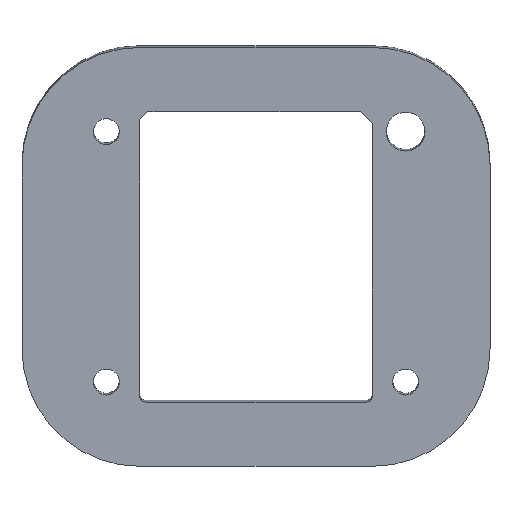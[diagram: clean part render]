
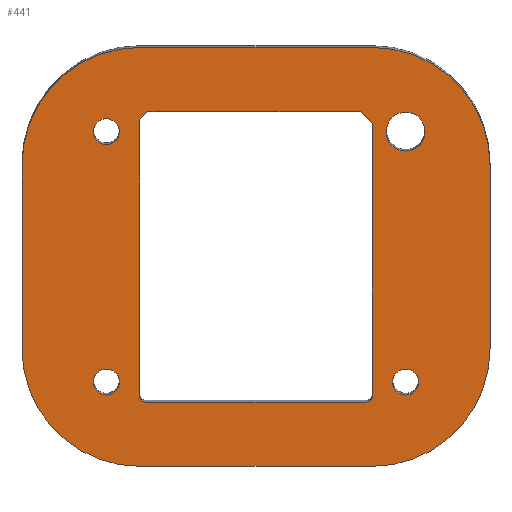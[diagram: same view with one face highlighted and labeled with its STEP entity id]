
A CAD part, top view. The second image highlights one B-rep face of the part: STEP entity #441.
In plain terms, the highlighted planar face has unit normal (0, -0.052, 0.999).
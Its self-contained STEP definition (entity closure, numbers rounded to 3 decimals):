
#20=FACE_BOUND('',#73,.T.);
#21=FACE_BOUND('',#74,.T.);
#22=FACE_BOUND('',#75,.T.);
#23=FACE_BOUND('',#76,.T.);
#24=FACE_BOUND('',#77,.T.);
#29=PLANE('',#491);
#45=FACE_OUTER_BOUND('',#72,.T.);
#72=EDGE_LOOP('',(#348,#349,#350,#351,#352,#353,#354,#355));
#73=EDGE_LOOP('',(#356));
#74=EDGE_LOOP('',(#357));
#75=EDGE_LOOP('',(#358));
#76=EDGE_LOOP('',(#359,#360,#361,#362,#363,#364,#365,#366,#367));
#77=EDGE_LOOP('',(#368));
#97=LINE('',#666,#139);
#110=LINE('',#708,#152);
#111=LINE('',#711,#153);
#113=LINE('',#717,#155);
#114=LINE('',#723,#156);
#115=LINE('',#725,#157);
#116=LINE('',#727,#158);
#117=LINE('',#731,#159);
#118=LINE('',#735,#160);
#119=LINE('',#737,#161);
#120=LINE('',#738,#162);
#139=VECTOR('',#539,10.);
#152=VECTOR('',#574,10.);
#153=VECTOR('',#577,10.);
#155=VECTOR('',#583,10.);
#156=VECTOR('',#588,10.);
#157=VECTOR('',#589,10.);
#158=VECTOR('',#590,10.);
#159=VECTOR('',#593,10.);
#160=VECTOR('',#596,10.);
#161=VECTOR('',#597,10.);
#162=VECTOR('',#598,10.);
#175=CIRCLE('',#470,1.1);
#177=CIRCLE('',#473,1.1);
#179=CIRCLE('',#476,10.);
#188=CIRCLE('',#488,10.);
#189=CIRCLE('',#492,10.);
#190=CIRCLE('',#493,10.);
#191=CIRCLE('',#494,1.65);
#192=CIRCLE('',#495,0.5);
#193=CIRCLE('',#496,0.5);
#194=CIRCLE('',#497,1.1);
#195=VERTEX_POINT('',#641);
#197=VERTEX_POINT('',#647);
#199=VERTEX_POINT('',#653);
#200=VERTEX_POINT('',#654);
#204=VERTEX_POINT('',#664);
#221=VERTEX_POINT('',#702);
#222=VERTEX_POINT('',#706);
#223=VERTEX_POINT('',#710);
#224=VERTEX_POINT('',#714);
#225=VERTEX_POINT('',#716);
#226=VERTEX_POINT('',#719);
#227=VERTEX_POINT('',#721);
#228=VERTEX_POINT('',#722);
#229=VERTEX_POINT('',#724);
#230=VERTEX_POINT('',#726);
#231=VERTEX_POINT('',#728);
#232=VERTEX_POINT('',#730);
#233=VERTEX_POINT('',#732);
#234=VERTEX_POINT('',#734);
#235=VERTEX_POINT('',#736);
#236=VERTEX_POINT('',#739);
#237=EDGE_CURVE('',#195,#195,#175,.T.);
#240=EDGE_CURVE('',#197,#197,#177,.T.);
#243=EDGE_CURVE('',#199,#200,#179,.T.);
#249=EDGE_CURVE('',#199,#204,#97,.T.);
#268=EDGE_CURVE('',#221,#204,#188,.T.);
#270=EDGE_CURVE('',#222,#221,#110,.F.);
#271=EDGE_CURVE('',#200,#223,#111,.F.);
#273=EDGE_CURVE('',#224,#222,#189,.T.);
#274=EDGE_CURVE('',#225,#224,#113,.F.);
#275=EDGE_CURVE('',#223,#225,#190,.T.);
#276=EDGE_CURVE('',#226,#226,#191,.T.);
#277=EDGE_CURVE('',#227,#228,#114,.T.);
#278=EDGE_CURVE('',#229,#227,#115,.T.);
#279=EDGE_CURVE('',#230,#229,#116,.T.);
#280=EDGE_CURVE('',#231,#230,#192,.T.);
#281=EDGE_CURVE('',#232,#231,#117,.T.);
#282=EDGE_CURVE('',#233,#232,#193,.T.);
#283=EDGE_CURVE('',#234,#233,#118,.T.);
#284=EDGE_CURVE('',#235,#234,#119,.T.);
#285=EDGE_CURVE('',#228,#235,#120,.T.);
#286=EDGE_CURVE('',#236,#236,#194,.T.);
#348=ORIENTED_EDGE('',*,*,#243,.F.);
#349=ORIENTED_EDGE('',*,*,#249,.T.);
#350=ORIENTED_EDGE('',*,*,#268,.F.);
#351=ORIENTED_EDGE('',*,*,#270,.F.);
#352=ORIENTED_EDGE('',*,*,#273,.F.);
#353=ORIENTED_EDGE('',*,*,#274,.F.);
#354=ORIENTED_EDGE('',*,*,#275,.F.);
#355=ORIENTED_EDGE('',*,*,#271,.F.);
#356=ORIENTED_EDGE('',*,*,#237,.T.);
#357=ORIENTED_EDGE('',*,*,#240,.T.);
#358=ORIENTED_EDGE('',*,*,#276,.T.);
#359=ORIENTED_EDGE('',*,*,#277,.F.);
#360=ORIENTED_EDGE('',*,*,#278,.F.);
#361=ORIENTED_EDGE('',*,*,#279,.F.);
#362=ORIENTED_EDGE('',*,*,#280,.F.);
#363=ORIENTED_EDGE('',*,*,#281,.F.);
#364=ORIENTED_EDGE('',*,*,#282,.F.);
#365=ORIENTED_EDGE('',*,*,#283,.F.);
#366=ORIENTED_EDGE('',*,*,#284,.F.);
#367=ORIENTED_EDGE('',*,*,#285,.F.);
#368=ORIENTED_EDGE('',*,*,#286,.F.);
#441=ADVANCED_FACE('',(#45,#20,#21,#22,#23,#24),#29,.F.);
#470=AXIS2_PLACEMENT_3D('',#642,#515,#516);
#473=AXIS2_PLACEMENT_3D('',#648,#522,#523);
#476=AXIS2_PLACEMENT_3D('',#655,#529,#530);
#488=AXIS2_PLACEMENT_3D('',#704,#569,#570);
#491=AXIS2_PLACEMENT_3D('',#713,#579,#580);
#492=AXIS2_PLACEMENT_3D('',#715,#581,#582);
#493=AXIS2_PLACEMENT_3D('',#718,#584,#585);
#494=AXIS2_PLACEMENT_3D('',#720,#586,#587);
#495=AXIS2_PLACEMENT_3D('',#729,#591,#592);
#496=AXIS2_PLACEMENT_3D('',#733,#594,#595);
#497=AXIS2_PLACEMENT_3D('',#740,#599,#600);
#515=DIRECTION('center_axis',(0.,0.052,
-0.999));
#516=DIRECTION('ref_axis',(1.,0.,0.));
#522=DIRECTION('center_axis',(0.,0.052,
-0.999));
#523=DIRECTION('ref_axis',(1.,0.,0.));
#529=DIRECTION('center_axis',(0.,0.052,
-0.999));
#530=DIRECTION('ref_axis',(-0.707,0.706,0.037));
#539=DIRECTION('',(0.,-0.999,-0.052));
#569=DIRECTION('center_axis',(0.,0.052,
-0.999));
#570=DIRECTION('ref_axis',(-0.707,-0.706,-0.037));
#574=DIRECTION('',(1.,0.,0.));
#577=DIRECTION('',(-1.,0.,0.));
#579=DIRECTION('center_axis',(0.,0.052,
-0.999));
#580=DIRECTION('ref_axis',(-1.,0.,0.));
#581=DIRECTION('center_axis',(0.,0.052,
-0.999));
#582=DIRECTION('ref_axis',(0.707,-0.706,-0.037));
#583=DIRECTION('',(0.,0.999,0.052));
#584=DIRECTION('center_axis',(0.,0.052,
-0.999));
#585=DIRECTION('ref_axis',(0.707,0.706,0.037));
#586=DIRECTION('center_axis',(0.,0.052,
-0.999));
#587=DIRECTION('ref_axis',(1.,0.,0.));
#588=DIRECTION('',(-1.,0.,0.));
#589=DIRECTION('',(-0.707,0.706,0.037));
#590=DIRECTION('',(0.,0.999,0.052));
#591=DIRECTION('center_axis',(0.,-0.052,
0.999));
#592=DIRECTION('ref_axis',(0.707,-0.706,-0.037));
#593=DIRECTION('',(1.,0.,0.));
#594=DIRECTION('center_axis',(0.,-0.052,
0.999));
#595=DIRECTION('ref_axis',(-0.707,-0.706,-0.037));
#596=DIRECTION('',(0.,-0.999,-0.052));
#597=DIRECTION('',(-0.707,-0.706,-0.037));
#598=DIRECTION('',(-1.,0.,0.));
#599=DIRECTION('center_axis',(0.,-0.052,
0.999));
#600=DIRECTION('ref_axis',(-1.,0.,0.));
#641=CARTESIAN_POINT('',(129.238,28.82,7.205));
#642=CARTESIAN_POINT('Origin',(130.338,28.82,7.205));
#647=CARTESIAN_POINT('',(129.238,50.098,8.32));
#648=CARTESIAN_POINT('Origin',(130.338,50.098,8.32));
#653=CARTESIAN_POINT('',(123.166,47.273,8.172));
#654=CARTESIAN_POINT('',(133.166,57.259,8.696));
#655=CARTESIAN_POINT('Origin',(133.166,47.273,8.172));
#664=CARTESIAN_POINT('',(123.166,31.644,7.353));
#666=CARTESIAN_POINT('',(123.166,10.424,6.241));
#702=CARTESIAN_POINT('',(133.166,21.658,6.83));
#704=CARTESIAN_POINT('Origin',(133.166,31.644,7.353));
#706=CARTESIAN_POINT('',(152.941,21.658,6.83));
#708=CARTESIAN_POINT('',(81.728,21.658,6.83));
#710=CARTESIAN_POINT('',(152.941,57.259,8.696));
#711=CARTESIAN_POINT('',(74.703,57.259,8.696));
#713=CARTESIAN_POINT('Origin',(0.016,-0.811,5.652));
#714=CARTESIAN_POINT('',(162.941,31.644,7.353));
#715=CARTESIAN_POINT('Origin',(152.941,31.644,7.353));
#716=CARTESIAN_POINT('',(162.941,47.273,8.172));
#717=CARTESIAN_POINT('',(162.941,28.474,7.187));
#718=CARTESIAN_POINT('Origin',(152.941,47.273,8.172));
#719=CARTESIAN_POINT('',(154.119,50.098,8.32));
#720=CARTESIAN_POINT('Origin',(155.769,50.098,8.32));
#721=CARTESIAN_POINT('',(151.918,51.792,8.409));
#722=CARTESIAN_POINT('',(136.391,51.792,8.409));
#723=CARTESIAN_POINT('',(149.391,51.792,8.409));
#724=CARTESIAN_POINT('',(152.941,50.771,8.356));
#725=CARTESIAN_POINT('',(127.623,76.054,9.681));
#726=CARTESIAN_POINT('',(152.941,27.625,7.143));
#727=CARTESIAN_POINT('',(152.941,13.157,6.385));
#728=CARTESIAN_POINT('',(152.441,27.126,7.117));
#729=CARTESIAN_POINT('Origin',(152.441,27.625,7.143));
#730=CARTESIAN_POINT('',(133.666,27.126,7.117));
#731=CARTESIAN_POINT('',(66.591,27.126,7.117));
#732=CARTESIAN_POINT('',(133.166,27.625,7.143));
#733=CARTESIAN_POINT('Origin',(133.666,27.625,7.143));
#734=CARTESIAN_POINT('',(133.166,51.096,8.373));
#735=CARTESIAN_POINT('',(133.166,25.142,7.013));
#736=CARTESIAN_POINT('',(133.863,51.792,8.409));
#737=CARTESIAN_POINT('',(87.232,5.225,5.969));
#738=CARTESIAN_POINT('',(68.203,51.792,8.409));
#739=CARTESIAN_POINT('',(156.869,28.82,7.205));
#740=CARTESIAN_POINT('Origin',(155.769,28.82,7.205));
